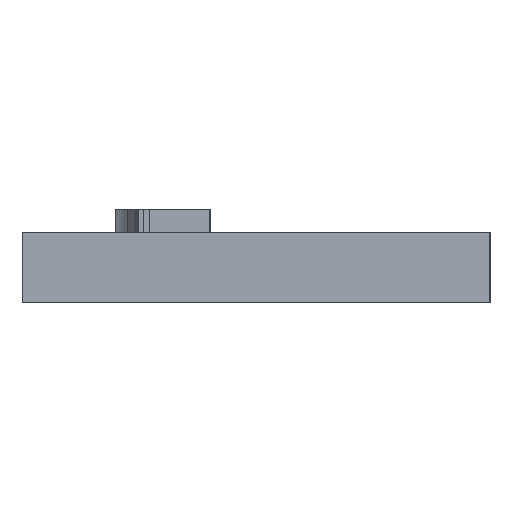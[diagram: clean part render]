
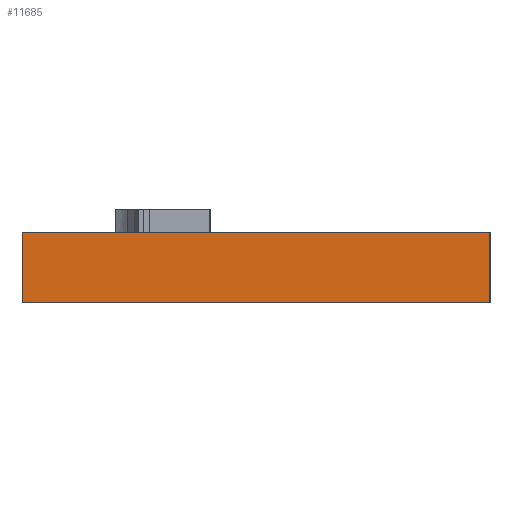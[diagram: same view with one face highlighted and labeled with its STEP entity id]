
A CAD part, left-side view. The second image highlights one B-rep face of the part: STEP entity #11685.
In plain terms, the highlighted planar face has unit normal (-1, 0, 0).
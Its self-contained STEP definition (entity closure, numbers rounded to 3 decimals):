
#966=FACE_OUTER_BOUND('',#1610,.T.);
#1610=EDGE_LOOP('',(#10768,#10769,#10770,#10771));
#2481=LINE('',#15551,#3574);
#2620=LINE('',#16866,#3713);
#3253=LINE('',#22294,#4346);
#3343=LINE('',#22503,#4436);
#3574=VECTOR('',#12358,10.);
#3713=VECTOR('',#12565,10.);
#4346=VECTOR('',#13404,10.);
#4436=VECTOR('',#13684,10.);
#4684=VERTEX_POINT('',#15549);
#4685=VERTEX_POINT('',#15550);
#4846=VERTEX_POINT('',#16863);
#4847=VERTEX_POINT('',#16865);
#5956=EDGE_CURVE('',#4684,#4685,#2481,.T.);
#6193=EDGE_CURVE('',#4846,#4847,#2620,.T.);
#7224=EDGE_CURVE('',#4685,#4847,#3253,.T.);
#7314=EDGE_CURVE('',#4684,#4846,#3343,.T.);
#10768=ORIENTED_EDGE('',*,*,#5956,.T.);
#10769=ORIENTED_EDGE('',*,*,#7224,.T.);
#10770=ORIENTED_EDGE('',*,*,#6193,.F.);
#10771=ORIENTED_EDGE('',*,*,#7314,.F.);
#11076=PLANE('',#11998);
#11685=ADVANCED_FACE('',(#966),#11076,.T.);
#11998=AXIS2_PLACEMENT_3D('',#22506,#13688,#13689);
#12358=DIRECTION('',(0.,-1.,0.));
#12565=DIRECTION('',(0.,-1.,0.));
#13404=DIRECTION('',(0.,0.,1.));
#13684=DIRECTION('',(0.,0.,1.));
#13688=DIRECTION('center_axis',(-1.,0.,0.));
#13689=DIRECTION('ref_axis',(0.,-1.,0.));
#15549=CARTESIAN_POINT('',(0.,20.,0.));
#15550=CARTESIAN_POINT('',(0.,0.,0.));
#15551=CARTESIAN_POINT('',(0.,20.,0.));
#16863=CARTESIAN_POINT('',(0.,20.,3.));
#16865=CARTESIAN_POINT('',(0.,0.,3.));
#16866=CARTESIAN_POINT('',(0.,20.,3.));
#22294=CARTESIAN_POINT('',(0.,0.,0.));
#22503=CARTESIAN_POINT('',(0.,20.,0.));
#22506=CARTESIAN_POINT('Origin',(0.,20.,0.));
